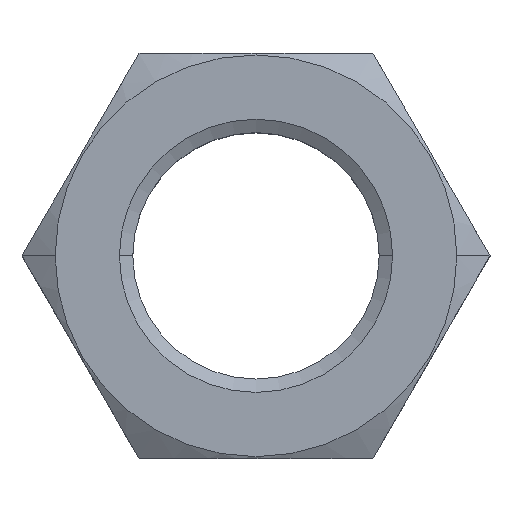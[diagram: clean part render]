
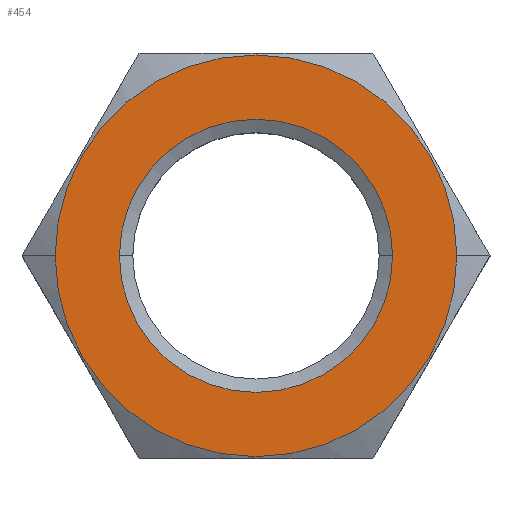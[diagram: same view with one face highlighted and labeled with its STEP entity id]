
A CAD part, top view. The second image highlights one B-rep face of the part: STEP entity #454.
In plain terms, the highlighted planar face has unit normal (0, 0, 1).
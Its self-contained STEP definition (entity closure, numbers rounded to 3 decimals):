
#112 = DIRECTION ( 'NONE',  ( 1., 0., 0. ) ) ;
#241 = CARTESIAN_POINT ( 'NONE',  ( -42.125, 0., 0. ) ) ;
#334 = CARTESIAN_POINT ( 'NONE',  ( 42.125, 0., 0. ) ) ;
#349 = DIRECTION ( 'NONE',  ( 0., 0., 1. ) ) ;
#421 = FACE_BOUND ( 'NONE', #3040, .T. ) ;
#444 = FACE_OUTER_BOUND ( 'NONE', #1437, .T. ) ;
#454 = ADVANCED_FACE ( 'NONE', ( #421, #444 ), #878, .T. ) ;
#511 = CIRCLE ( 'NONE', #924, 28.648 ) ;
#552 = DIRECTION ( 'NONE',  ( 0., 0., -1. ) ) ;
#607 = AXIS2_PLACEMENT_3D ( 'NONE', #2838, #2883, #3006 ) ;
#736 = AXIS2_PLACEMENT_3D ( 'NONE', #899, #349, #871 ) ;
#784 = DIRECTION ( 'NONE',  ( 1., 0., 0. ) ) ;
#871 = DIRECTION ( 'NONE',  ( 1., 0., 0. ) ) ;
#878 = PLANE ( 'NONE',  #736 ) ;
#881 = CARTESIAN_POINT ( 'NONE',  ( -28.648, 0., 0. ) ) ;
#899 = CARTESIAN_POINT ( 'NONE',  ( 24.537, -42.5, 0. ) ) ;
#924 = AXIS2_PLACEMENT_3D ( 'NONE', #1130, #1120, #784 ) ;
#1120 = DIRECTION ( 'NONE',  ( 0., 0., -1. ) ) ;
#1130 = CARTESIAN_POINT ( 'NONE',  ( 0., 0., 0. ) ) ;
#1182 = ORIENTED_EDGE ( 'NONE', *, *, #2030, .F. ) ;
#1215 = ORIENTED_EDGE ( 'NONE', *, *, #2241, .F. ) ;
#1344 = ORIENTED_EDGE ( 'NONE', *, *, #1995, .T. ) ;
#1371 = ORIENTED_EDGE ( 'NONE', *, *, #1926, .T. ) ;
#1437 = EDGE_LOOP ( 'NONE', ( #1182, #1215 ) ) ;
#1477 = VERTEX_POINT ( 'NONE', #2122 ) ;
#1558 = CARTESIAN_POINT ( 'NONE',  ( 0., 0., 0. ) ) ;
#1844 = VERTEX_POINT ( 'NONE', #334 ) ;
#1926 = EDGE_CURVE ( 'NONE', #1477, #2066, #511, .T. ) ;
#1995 = EDGE_CURVE ( 'NONE', #2066, #1477, #2492, .T. ) ;
#2030 = EDGE_CURVE ( 'NONE', #2480, #1844, #2567, .T. ) ;
#2066 = VERTEX_POINT ( 'NONE', #881 ) ;
#2122 = CARTESIAN_POINT ( 'NONE',  ( 28.648, 0., 0. ) ) ;
#2241 = EDGE_CURVE ( 'NONE', #1844, #2480, #2799, .T. ) ;
#2305 = AXIS2_PLACEMENT_3D ( 'NONE', #2334, #2752, #2385 ) ;
#2334 = CARTESIAN_POINT ( 'NONE',  ( 0., 0., 0. ) ) ;
#2385 = DIRECTION ( 'NONE',  ( -1., 0., 0. ) ) ;
#2480 = VERTEX_POINT ( 'NONE', #241 ) ;
#2492 = CIRCLE ( 'NONE', #2496, 28.648 ) ;
#2496 = AXIS2_PLACEMENT_3D ( 'NONE', #1558, #552, #112 ) ;
#2567 = CIRCLE ( 'NONE', #2305, 42.125 ) ;
#2752 = DIRECTION ( 'NONE',  ( 0., 0., -1. ) ) ;
#2799 = CIRCLE ( 'NONE', #607, 42.125 ) ;
#2838 = CARTESIAN_POINT ( 'NONE',  ( 0., 0., 0. ) ) ;
#2883 = DIRECTION ( 'NONE',  ( 0., 0., -1. ) ) ;
#3006 = DIRECTION ( 'NONE',  ( -1., 0., 0. ) ) ;
#3040 = EDGE_LOOP ( 'NONE', ( #1371, #1344 ) ) ;
